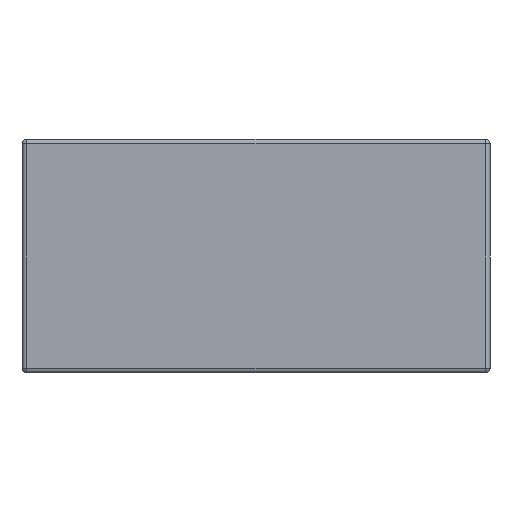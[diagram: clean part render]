
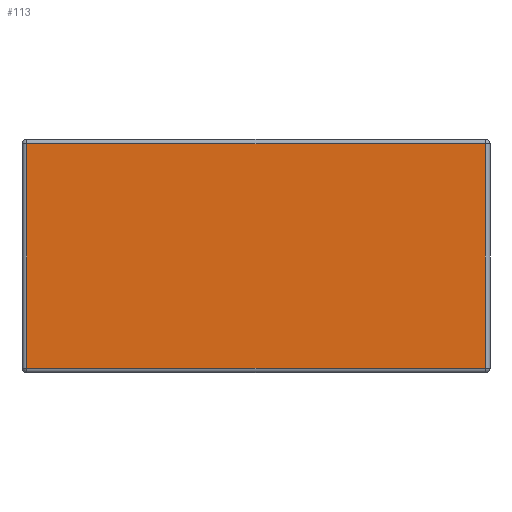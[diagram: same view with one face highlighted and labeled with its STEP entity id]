
A CAD part, front view. The second image highlights one B-rep face of the part: STEP entity #113.
In plain terms, the highlighted planar face has unit normal (0, -1, 0).
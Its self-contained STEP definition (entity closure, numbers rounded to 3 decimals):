
#113 = ADVANCED_FACE( '', ( #213 ), #214, .T. );
#213 = FACE_OUTER_BOUND( '', #311, .T. );
#214 = PLANE( '', #312 );
#311 = EDGE_LOOP( '', ( #421, #422, #423, #424 ) );
#312 = AXIS2_PLACEMENT_3D( '', #425, #426, #427 );
#421 = ORIENTED_EDGE( '', *, *, #638, .T. );
#422 = ORIENTED_EDGE( '', *, *, #639, .T. );
#423 = ORIENTED_EDGE( '', *, *, #640, .T. );
#424 = ORIENTED_EDGE( '', *, *, #641, .T. );
#425 = CARTESIAN_POINT( '', ( -1., -0.5, -0.5 ) );
#426 = DIRECTION( '', ( 0., -1., 0. ) );
#427 = DIRECTION( '', ( 0., 0., -1. ) );
#638 = EDGE_CURVE( '', #742, #703, #743, .T. );
#639 = EDGE_CURVE( '', #703, #744, #745, .T. );
#640 = EDGE_CURVE( '', #744, #746, #747, .T. );
#641 = EDGE_CURVE( '', #746, #742, #748, .T. );
#703 = VERTEX_POINT( '', #827 );
#742 = VERTEX_POINT( '', #875 );
#743 = LINE( '', #876, #877 );
#744 = VERTEX_POINT( '', #878 );
#745 = LINE( '', #879, #880 );
#746 = VERTEX_POINT( '', #881 );
#747 = LINE( '', #882, #883 );
#748 = LINE( '', #884, #885 );
#827 = CARTESIAN_POINT( '', ( -0.98, -0.5, -0.48 ) );
#875 = CARTESIAN_POINT( '', ( -0.98, -0.5, 0.48 ) );
#876 = CARTESIAN_POINT( '', ( -0.98, -0.5, -0.5 ) );
#877 = VECTOR( '', #1022, 1000. );
#878 = CARTESIAN_POINT( '', ( 0.98, -0.5, -0.48 ) );
#879 = CARTESIAN_POINT( '', ( 1., -0.5, -0.48 ) );
#880 = VECTOR( '', #1023, 1000. );
#881 = CARTESIAN_POINT( '', ( 0.98, -0.5, 0.48 ) );
#882 = CARTESIAN_POINT( '', ( 0.98, -0.5, 0.5 ) );
#883 = VECTOR( '', #1024, 1000. );
#884 = CARTESIAN_POINT( '', ( -1., -0.5, 0.48 ) );
#885 = VECTOR( '', #1025, 1000. );
#1022 = DIRECTION( '', ( 0., 0., -1. ) );
#1023 = DIRECTION( '', ( 1., 0., 0. ) );
#1024 = DIRECTION( '', ( 0., 0., 1. ) );
#1025 = DIRECTION( '', ( -1., 0., 0. ) );
